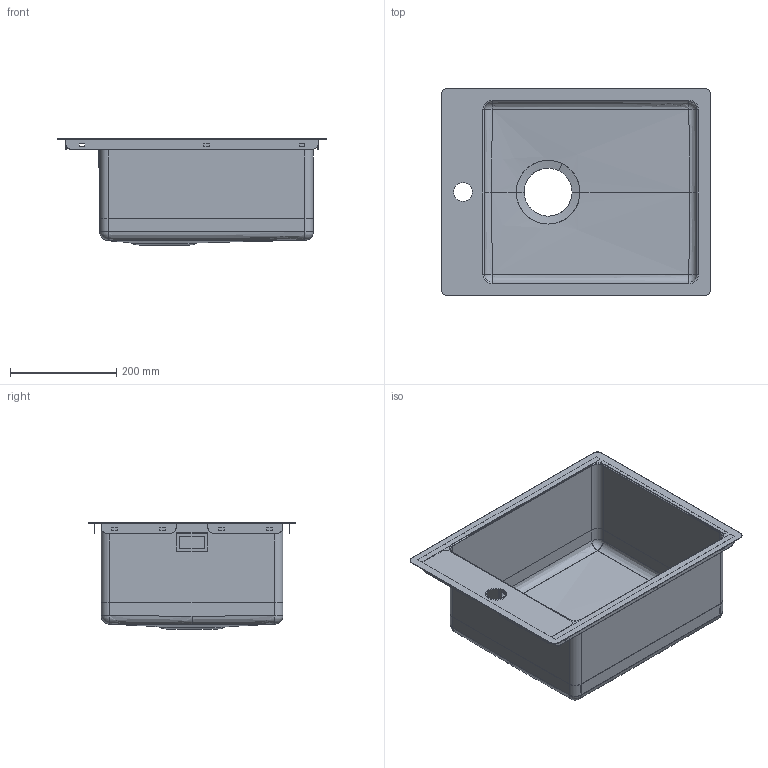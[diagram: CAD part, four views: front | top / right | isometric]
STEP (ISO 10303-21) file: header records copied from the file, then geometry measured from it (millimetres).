
FILE_DESCRIPTION(('CATIA V5 STEP Exchange'),'2;1');
FILE_NAME('AS-349.stp','2019-02-08T06:46:21+00:00',('none'),('none'),'CATIA Version 5-6 Release 2016 SP4','CATIA V5 STEP AP203','none');
FILE_SCHEMA(('CONFIG_CONTROL_DESIGN'));
Length unit declared in the file: millimetre
Products named in the file (1): MODEL
Bounding box: 505 x 390 x 200.98 mm (x, y, z)
Volume: 516246.2 mm3; surface area: 1038901.8 mm2
Topology: 5 solids, 5 shells, 257 faces, 669 edges, 416 vertices
Faces by surface type: plane 124, cylinder 92, bspline 25, sphere 8, torus 8
Entity records: 12825 total; most frequent: CARTESIAN_POINT 6857, ORIENTED_EDGE 1322, DIRECTION 992, EDGE_CURVE 661, VERTEX_POINT 416, VECTOR 411, LINE 411, AXIS2_PLACEMENT_3D 372
